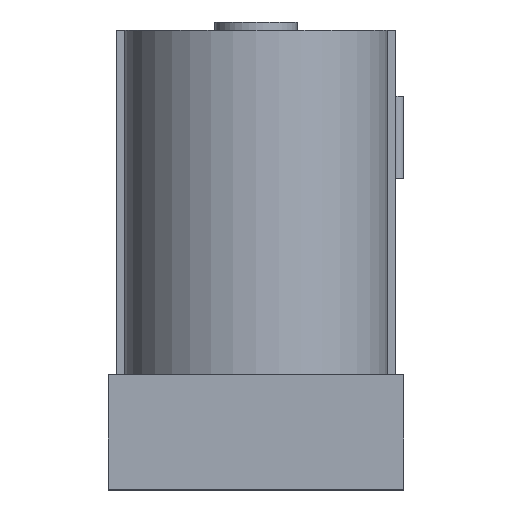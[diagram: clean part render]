
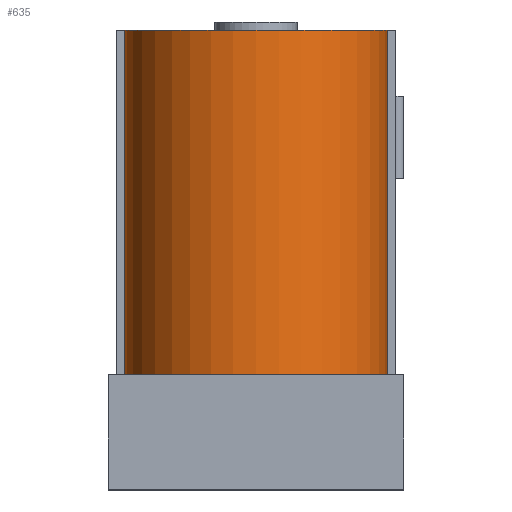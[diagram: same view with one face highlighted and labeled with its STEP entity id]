
A CAD part, top view. The second image highlights one B-rep face of the part: STEP entity #635.
In plain terms, the highlighted cylindrical face has radius 4 mm (diameter 8 mm), a partial arc.
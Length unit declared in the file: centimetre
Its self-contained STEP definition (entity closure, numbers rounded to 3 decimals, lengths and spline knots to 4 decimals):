
#14=CYLINDRICAL_SURFACE($,#690,0.4);
#34=FACE_OUTER_BOUND($,#77,.T.);
#77=EDGE_LOOP($,(#449,#450,#451,#452));
#117=CIRCLE($,#684,0.4);
#119=CIRCLE($,#691,0.4);
#157=LINE($,#988,#223);
#158=LINE($,#991,#224);
#223=VECTOR($,#783,1.05);
#224=VECTOR($,#786,1.05);
#274=VERTEX_POINT($,#951);
#275=VERTEX_POINT($,#953);
#287=VERTEX_POINT($,#987);
#288=VERTEX_POINT($,#989);
#335=EDGE_CURVE($,#275,#274,#117,.T.);
#352=EDGE_CURVE($,#287,#274,#157,.T.);
#353=EDGE_CURVE($,#288,#287,#119,.T.);
#354=EDGE_CURVE($,#275,#288,#158,.T.);
#449=ORIENTED_EDGE($,*,*,#352,.F.);
#450=ORIENTED_EDGE($,*,*,#353,.F.);
#451=ORIENTED_EDGE($,*,*,#354,.F.);
#452=ORIENTED_EDGE($,*,*,#335,.T.);
#635=ADVANCED_FACE($,(#34),#14,.T.);
#684=AXIS2_PLACEMENT_3D($,#954,#754,#755);
#690=AXIS2_PLACEMENT_3D($,#986,#781,#782);
#691=AXIS2_PLACEMENT_3D($,#990,#784,#785);
#754=DIRECTION('center_axis',(0.,1.,0.));
#755=DIRECTION('ref_axis',(1.,0.,0.));
#781=DIRECTION('center_axis',(0.,-1.,0.));
#782=DIRECTION('ref_axis',(1.,0.,0.));
#783=DIRECTION($,(0.,-1.,0.));
#784=DIRECTION('center_axis',(0.,1.,0.));
#785=DIRECTION('ref_axis',(1.,0.,0.));
#786=DIRECTION($,(0.,1.,0.));
#951=CARTESIAN_POINT('',(0.4,-0.45,0.65));
#953=CARTESIAN_POINT('',(-0.4,-0.45,0.65));
#954=CARTESIAN_POINT('Origin',(0.,-0.45,
0.65));
#986=CARTESIAN_POINT('Origin',(0.,-0.55,0.65));
#987=CARTESIAN_POINT('',(0.4,0.6,0.65));
#988=CARTESIAN_POINT($,(0.4,-0.55,0.65));
#989=CARTESIAN_POINT('',(-0.4,0.6,0.65));
#990=CARTESIAN_POINT('Origin',(0.,0.6,0.65));
#991=CARTESIAN_POINT($,(-0.4,-0.55,0.65));
